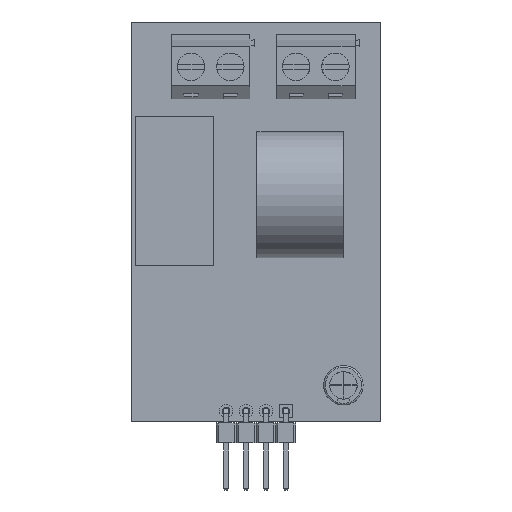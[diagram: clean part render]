
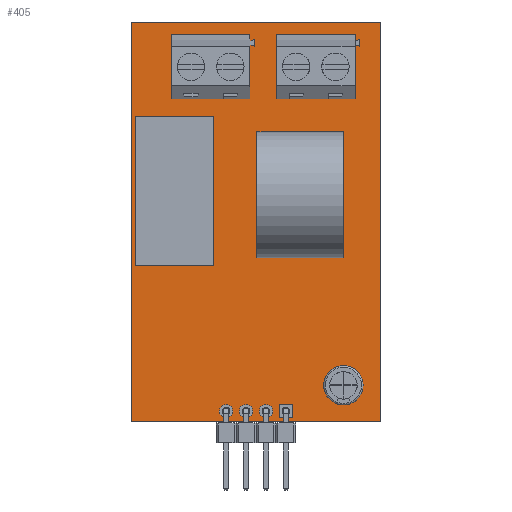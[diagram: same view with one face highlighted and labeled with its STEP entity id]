
A CAD part, front view. The second image highlights one B-rep face of the part: STEP entity #405.
In plain terms, the highlighted planar face has unit normal (0, -1, 0).
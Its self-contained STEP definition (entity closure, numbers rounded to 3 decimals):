
#22 = VERTEX_POINT('',#23);
#23 = CARTESIAN_POINT('',(-15.85,1.6,55.));
#40 = VERTEX_POINT('',#41);
#41 = CARTESIAN_POINT('',(15.9,1.6,55.));
#47 = EDGE_CURVE('',#22,#40,#48,.T.);
#48 = LINE('',#49,#50);
#49 = CARTESIAN_POINT('',(-15.85,1.6,55.));
#50 = VECTOR('',#51,1.);
#51 = DIRECTION('',(1.,0.,0.));
#62 = VERTEX_POINT('',#63);
#63 = CARTESIAN_POINT('',(-15.85,1.6,4.2));
#78 = EDGE_CURVE('',#62,#22,#79,.T.);
#79 = LINE('',#80,#81);
#80 = CARTESIAN_POINT('',(-15.85,1.6,4.2));
#81 = VECTOR('',#82,1.);
#82 = DIRECTION('',(0.,0.,1.));
#102 = VERTEX_POINT('',#103);
#103 = CARTESIAN_POINT('',(15.9,1.6,4.2));
#109 = EDGE_CURVE('',#40,#102,#110,.T.);
#110 = LINE('',#111,#112);
#111 = CARTESIAN_POINT('',(15.9,1.6,55.));
#112 = VECTOR('',#113,1.);
#113 = DIRECTION('',(0.,0.,-1.));
#131 = EDGE_CURVE('',#102,#62,#132,.T.);
#132 = LINE('',#133,#134);
#133 = CARTESIAN_POINT('',(15.9,1.6,4.2));
#134 = VECTOR('',#135,1.);
#135 = DIRECTION('',(-1.,-0.,0.));
#146 = VERTEX_POINT('',#147);
#147 = CARTESIAN_POINT('',(1.295,1.6,4.97));
#163 = EDGE_CURVE('',#146,#146,#164,.T.);
#164 = CIRCLE('',#165,0.5);
#165 = AXIS2_PLACEMENT_3D('',#166,#167,#168);
#166 = CARTESIAN_POINT('',(1.295,1.6,5.47));
#167 = DIRECTION('',(0.,-1.,0.));
#168 = DIRECTION('',(0.,0.,-1.));
#179 = VERTEX_POINT('',#180);
#180 = CARTESIAN_POINT('',(3.835,1.6,4.97));
#196 = EDGE_CURVE('',#179,#179,#197,.T.);
#197 = CIRCLE('',#198,0.5);
#198 = AXIS2_PLACEMENT_3D('',#199,#200,#201);
#199 = CARTESIAN_POINT('',(3.835,1.6,5.47));
#200 = DIRECTION('',(0.,-1.,0.));
#201 = DIRECTION('',(0.,0.,-1.));
#212 = VERTEX_POINT('',#213);
#213 = CARTESIAN_POINT('',(10.185,1.6,48.525));
#229 = EDGE_CURVE('',#212,#212,#230,.T.);
#230 = CIRCLE('',#231,0.76);
#231 = AXIS2_PLACEMENT_3D('',#232,#233,#234);
#232 = CARTESIAN_POINT('',(10.185,1.6,49.285));
#233 = DIRECTION('',(0.,-1.,0.));
#234 = DIRECTION('',(0.,0.,-1.));
#245 = VERTEX_POINT('',#246);
#246 = CARTESIAN_POINT('',(5.105,1.6,48.525));
#262 = EDGE_CURVE('',#245,#245,#263,.T.);
#263 = CIRCLE('',#264,0.76);
#264 = AXIS2_PLACEMENT_3D('',#265,#266,#267);
#265 = CARTESIAN_POINT('',(5.105,1.6,49.285));
#266 = DIRECTION('',(0.,-1.,0.));
#267 = DIRECTION('',(0.,0.,-1.));
#278 = VERTEX_POINT('',#279);
#279 = CARTESIAN_POINT('',(-3.15,1.6,48.525));
#295 = EDGE_CURVE('',#278,#278,#296,.T.);
#296 = CIRCLE('',#297,0.76);
#297 = AXIS2_PLACEMENT_3D('',#298,#299,#300);
#298 = CARTESIAN_POINT('',(-3.15,1.6,49.285));
#299 = DIRECTION('',(0.,-1.,0.));
#300 = DIRECTION('',(0.,0.,-1.));
#311 = VERTEX_POINT('',#312);
#312 = CARTESIAN_POINT('',(-3.785,1.6,4.97));
#328 = EDGE_CURVE('',#311,#311,#329,.T.);
#329 = CIRCLE('',#330,0.5);
#330 = AXIS2_PLACEMENT_3D('',#331,#332,#333);
#331 = CARTESIAN_POINT('',(-3.785,1.6,5.47));
#332 = DIRECTION('',(0.,-1.,0.));
#333 = DIRECTION('',(0.,0.,-1.));
#344 = VERTEX_POINT('',#345);
#345 = CARTESIAN_POINT('',(-1.245,1.6,4.97));
#361 = EDGE_CURVE('',#344,#344,#362,.T.);
#362 = CIRCLE('',#363,0.5);
#363 = AXIS2_PLACEMENT_3D('',#364,#365,#366);
#364 = CARTESIAN_POINT('',(-1.245,1.6,5.47));
#365 = DIRECTION('',(0.,-1.,0.));
#366 = DIRECTION('',(0.,0.,-1.));
#377 = VERTEX_POINT('',#378);
#378 = CARTESIAN_POINT('',(-8.23,1.6,48.525));
#394 = EDGE_CURVE('',#377,#377,#395,.T.);
#395 = CIRCLE('',#396,0.76);
#396 = AXIS2_PLACEMENT_3D('',#397,#398,#399);
#397 = CARTESIAN_POINT('',(-8.23,1.6,49.285));
#398 = DIRECTION('',(0.,-1.,0.));
#399 = DIRECTION('',(0.,0.,-1.));
#405 = ADVANCED_FACE('',(#406,#412,#415,#418,#421,#424,#427,#430,#433),
  #436,.F.);
#406 = FACE_BOUND('',#407,.F.);
#407 = EDGE_LOOP('',(#408,#409,#410,#411));
#408 = ORIENTED_EDGE('',*,*,#47,.T.);
#409 = ORIENTED_EDGE('',*,*,#109,.T.);
#410 = ORIENTED_EDGE('',*,*,#131,.T.);
#411 = ORIENTED_EDGE('',*,*,#78,.T.);
#412 = FACE_BOUND('',#413,.F.);
#413 = EDGE_LOOP('',(#414));
#414 = ORIENTED_EDGE('',*,*,#163,.T.);
#415 = FACE_BOUND('',#416,.F.);
#416 = EDGE_LOOP('',(#417));
#417 = ORIENTED_EDGE('',*,*,#196,.T.);
#418 = FACE_BOUND('',#419,.F.);
#419 = EDGE_LOOP('',(#420));
#420 = ORIENTED_EDGE('',*,*,#229,.T.);
#421 = FACE_BOUND('',#422,.F.);
#422 = EDGE_LOOP('',(#423));
#423 = ORIENTED_EDGE('',*,*,#262,.T.);
#424 = FACE_BOUND('',#425,.F.);
#425 = EDGE_LOOP('',(#426));
#426 = ORIENTED_EDGE('',*,*,#295,.T.);
#427 = FACE_BOUND('',#428,.F.);
#428 = EDGE_LOOP('',(#429));
#429 = ORIENTED_EDGE('',*,*,#328,.T.);
#430 = FACE_BOUND('',#431,.F.);
#431 = EDGE_LOOP('',(#432));
#432 = ORIENTED_EDGE('',*,*,#361,.T.);
#433 = FACE_BOUND('',#434,.F.);
#434 = EDGE_LOOP('',(#435));
#435 = ORIENTED_EDGE('',*,*,#394,.T.);
#436 = PLANE('',#437);
#437 = AXIS2_PLACEMENT_3D('',#438,#439,#440);
#438 = CARTESIAN_POINT('',(0.025,1.6,29.6));
#439 = DIRECTION('',(0.,1.,0.));
#440 = DIRECTION('',(0.,0.,1.));
